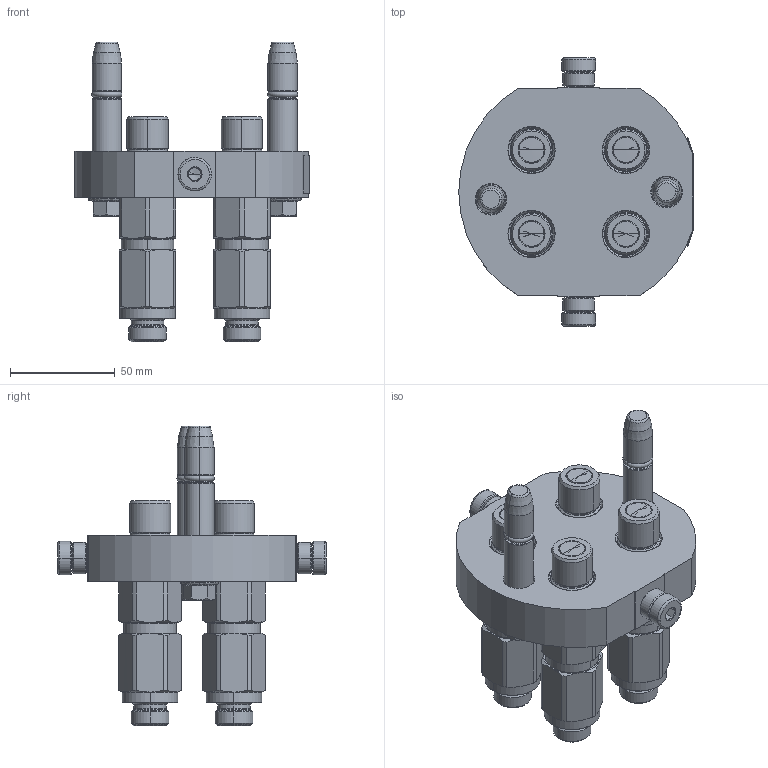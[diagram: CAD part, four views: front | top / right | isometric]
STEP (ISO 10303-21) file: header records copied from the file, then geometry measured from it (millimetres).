
FILE_DESCRIPTION (( 'STEP AP214' ), '1' );
FILE_NAME ('FASTER.step', '2025-10-30T09:20:24', ( '' ), ( '' ), 'SwSTEP 2.0', 'SolidWorks 2017', '' );
FILE_SCHEMA (( 'AUTOMOTIVE_DESIGN' ));
Length unit declared in the file: millimetre
Products named in the file (11): 4830_021_0000_000; 4830_028_1000_002; 3ffnp38_2_18m; et002_piegata; P506_M_BASE; 4830_010_0000_002; or2_62x9_19_m; FASTER; 4830_013_3000_020; 1540_080_0008_000
Assembly tree (18 placements, depth 3):
  FASTER
    P506_M_BASE
      4830_010_0000_002
      4830_021_0000_000  x2
      1540_080_0008_000  x2
      4830_013_3000_020  x2
      4830_028_1000_002  x2
      or2_62x9_19_m  x2
    3ffnp38_2_18m  x4
      3ffnp38_2_18m
    et002_piegata
Bounding box: 111.8 x 128 x 143 mm (x, y, z)
Volume: 1869.5 mm3; surface area: 102206 mm2
Topology: 5 solids, 56 shells, 1913 faces, 5448 edges, 3594 vertices
Faces by surface type: plane 1049, cylinder 353, cone 332, torus 120, bspline 59
Entity records: 45555 total; most frequent: CARTESIAN_POINT 11216, ORIENTED_EDGE 6590, DIRECTION 6168, EDGE_CURVE 3417, VECTOR 2552, LINE 2552, VERTEX_POINT 2239, AXIS2_PLACEMENT_3D 1808
